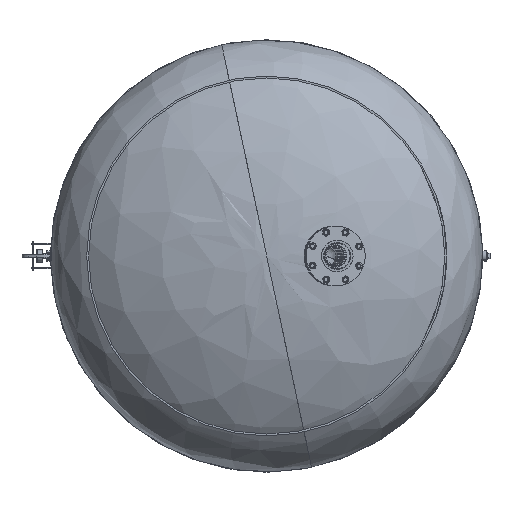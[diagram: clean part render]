
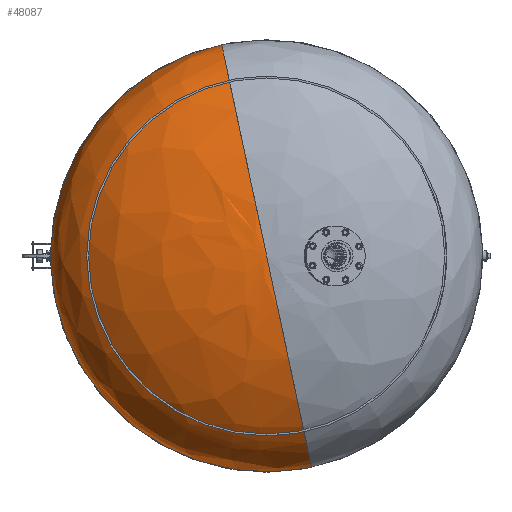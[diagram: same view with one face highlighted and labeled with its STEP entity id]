
A CAD part, front view. The second image highlights one B-rep face of the part: STEP entity #48087.
In plain terms, the highlighted free-form (B-spline) face has degree [3, 3] with [4, 4] control points.
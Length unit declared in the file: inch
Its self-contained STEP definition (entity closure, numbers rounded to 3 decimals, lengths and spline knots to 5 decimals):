
#4376 = CARTESIAN_POINT ( 'NONE',  ( 21.08831, 19., 0. ) ) ;
#8781 = CARTESIAN_POINT ( 'NONE',  ( -36., 0.8125, 0. ) ) ;
#9613 = CARTESIAN_POINT ( 'NONE',  ( -36., 11.46649, 0. ) ) ;
#13576 = CARTESIAN_POINT ( 'NONE',  ( 36., 11.46649, 0. ) ) ;
#13903 = CARTESIAN_POINT ( 'NONE',  ( 0., 19., 0. ) ) ;
#15562 = CARTESIAN_POINT ( 'NONE',  ( 0., 19., 0. ) ) ;
#18518 = DIRECTION ( 'NONE',  ( 1., 0., 0. ) ) ;
#19193 = CARTESIAN_POINT ( 'NONE',  ( -21.08831, 19., 42.17662 ) ) ;
#24137 = CARTESIAN_POINT ( 'NONE',  ( -36., 0.8125, 0. ) ) ;
#26667 = EDGE_CURVE ( 'NONE', #48950, #45742, #35056, .T. ) ;
#32933 = CARTESIAN_POINT ( 'NONE',  ( 0., 19., 0. ) ) ;
#33713 = CARTESIAN_POINT ( 'NONE',  ( 36., 0.8125, 0. ) ) ;
#34035 = CARTESIAN_POINT ( 'NONE',  ( 0., 19., 0. ) ) ;
#34337 = CARTESIAN_POINT ( 'NONE',  ( 21.08831, 19., 42.17662 ) ) ;
#35056 =( BOUNDED_CURVE ( )  B_SPLINE_CURVE ( 3, ( #15562, #51806, #61389, #62021 ),
 .UNSPECIFIED., .F., .F. ) 
 B_SPLINE_CURVE_WITH_KNOTS ( ( 4, 4 ),
 ( 1.5708, 3.14159 ),
 .UNSPECIFIED. ) 
 CURVE ( )  GEOMETRIC_REPRESENTATION_ITEM ( )  RATIONAL_B_SPLINE_CURVE ( ( 1., 0.805, 0.805, 1. ) ) 
 REPRESENTATION_ITEM ( '' )  );
#36487 = EDGE_CURVE ( 'NONE', #48950, #63560, #40054, .T. ) ;
#37335 = DIRECTION ( 'NONE',  ( 0., -1., 0. ) ) ;
#38127 = CARTESIAN_POINT ( 'NONE',  ( 0., 19., 0. ) ) ;
#39293 = CARTESIAN_POINT ( 'NONE',  ( 36., 11.46649, 72. ) ) ;
#39596 = CARTESIAN_POINT ( 'NONE',  ( -36., 0.8125, 72. ) ) ;
#39954 = ORIENTED_EDGE ( 'NONE', *, *, #26667, .F. ) ;
#40054 =( BOUNDED_CURVE ( )  B_SPLINE_CURVE ( 3, ( #38127, #58227, #53933, #8781 ),
 .UNSPECIFIED., .F., .T. ) 
 B_SPLINE_CURVE_WITH_KNOTS ( ( 4, 4 ),
 ( 1.5708, 3.14159 ),
 .UNSPECIFIED. ) 
 CURVE ( )  GEOMETRIC_REPRESENTATION_ITEM ( )  RATIONAL_B_SPLINE_CURVE ( ( 1., 0.805, 0.805, 1. ) ) 
 REPRESENTATION_ITEM ( '' )  );
#41624 = CARTESIAN_POINT ( 'NONE',  ( -36., 0.8125, 0. ) ) ;
#43823 = ORIENTED_EDGE ( 'NONE', *, *, #63718, .F. ) ;
#43896 = CARTESIAN_POINT ( 'NONE',  ( 36., 0.8125, 72. ) ) ;
#44558 = FACE_OUTER_BOUND ( 'NONE', #56117, .T. ) ;
#44876 = CARTESIAN_POINT ( 'NONE',  ( -36., 11.46649, 72. ) ) ;
#45742 = VERTEX_POINT ( 'NONE', #48567 ) ;
#48087 = ADVANCED_FACE ( 'NONE', ( #44558 ), #59889, .F. ) ;
#48567 = CARTESIAN_POINT ( 'NONE',  ( 36., 0.8125, 0. ) ) ;
#48950 = VERTEX_POINT ( 'NONE', #32933 ) ;
#51806 = CARTESIAN_POINT ( 'NONE',  ( 21.08831, 19., 0. ) ) ;
#52520 = AXIS2_PLACEMENT_3D ( 'NONE', #63679, #37335, #18518 ) ;
#53553 = CIRCLE ( 'NONE', #52520, 36. ) ;
#53933 = CARTESIAN_POINT ( 'NONE',  ( -36., 11.46649, 0. ) ) ;
#54762 = CARTESIAN_POINT ( 'NONE',  ( -21.08831, 19., 0. ) ) ;
#56117 = EDGE_LOOP ( 'NONE', ( #39954, #59836, #43823 ) ) ;
#58227 = CARTESIAN_POINT ( 'NONE',  ( -21.08831, 19., 0. ) ) ;
#59077 = CARTESIAN_POINT ( 'NONE',  ( 0., 19., 0. ) ) ;
#59391 = CARTESIAN_POINT ( 'NONE',  ( 0., 19., 0. ) ) ;
#59836 = ORIENTED_EDGE ( 'NONE', *, *, #36487, .T. ) ;
#59889 =( BOUNDED_SURFACE ( )  B_SPLINE_SURFACE ( 3, 3, ( 
 ( #34035, #59391, #59077, #13903 ),
 ( #4376, #34337, #19193, #54762 ),
 ( #13576, #39293, #44876, #9613 ),
 ( #33713, #43896, #39596, #24137 ) ),
 .UNSPECIFIED., .F., .F., .F. ) 
 B_SPLINE_SURFACE_WITH_KNOTS ( ( 4, 4 ),
 ( 4, 4 ),
 ( 0., 1. ),
 ( 0., 1. ),
 .UNSPECIFIED. ) 
 GEOMETRIC_REPRESENTATION_ITEM ( )  RATIONAL_B_SPLINE_SURFACE ( (
 ( 1., 0.333, 0.333, 1.),
 ( 0.805, 0.268, 0.268, 0.805),
 ( 0.805, 0.268, 0.268, 0.805),
 ( 1., 0.333, 0.333, 1.) ) ) 
 REPRESENTATION_ITEM ( '' )  SURFACE ( )  );
#61389 = CARTESIAN_POINT ( 'NONE',  ( 36., 11.46649, 0. ) ) ;
#62021 = CARTESIAN_POINT ( 'NONE',  ( 36., 0.8125, 0. ) ) ;
#63560 = VERTEX_POINT ( 'NONE', #41624 ) ;
#63679 = CARTESIAN_POINT ( 'NONE',  ( 0., 0.8125, 0. ) ) ;
#63718 = EDGE_CURVE ( 'NONE', #45742, #63560, #53553, .T. ) ;
